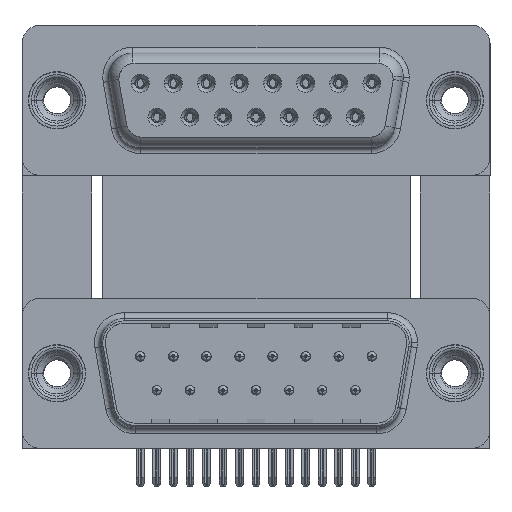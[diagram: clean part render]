
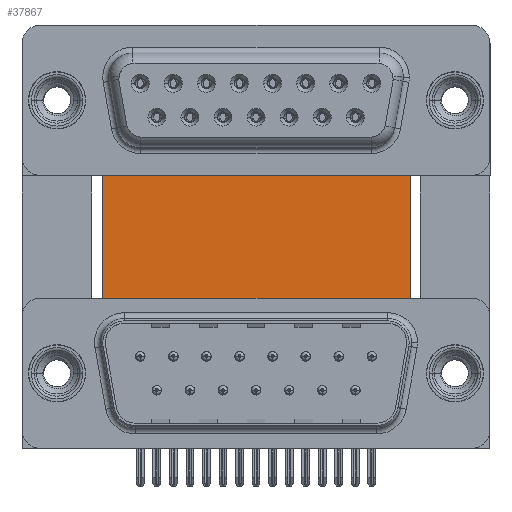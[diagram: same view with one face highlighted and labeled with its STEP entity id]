
A CAD part, top view. The second image highlights one B-rep face of the part: STEP entity #37867.
In plain terms, the highlighted planar face has unit normal (0, 0, 1).
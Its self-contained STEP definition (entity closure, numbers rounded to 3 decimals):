
#1523 = EDGE_CURVE ( 'NONE', #28621, #5519, #37030, .T. ) ;
#3087 = FACE_OUTER_BOUND ( 'NONE', #39867, .T. ) ;
#4458 = CARTESIAN_POINT ( 'NONE',  ( 3.79, 16.585, -12. ) ) ;
#5519 = VERTEX_POINT ( 'NONE', #19421 ) ;
#6475 = LINE ( 'NONE', #20032, #38041 ) ;
#6492 = DIRECTION ( 'NONE',  ( 0., -1., 0. ) ) ;
#6561 = CARTESIAN_POINT ( 'NONE',  ( 3.79, -3.735, -12. ) ) ;
#8618 = ORIENTED_EDGE ( 'NONE', *, *, #12534, .T. ) ;
#9859 = VERTEX_POINT ( 'NONE', #4458 ) ;
#12168 = VERTEX_POINT ( 'NONE', #16950 ) ;
#12534 = EDGE_CURVE ( 'NONE', #9859, #28621, #37969, .T. ) ;
#13548 = CARTESIAN_POINT ( 'NONE',  ( 3.79, 16.585, -12. ) ) ;
#15854 = LINE ( 'NONE', #26498, #35858 ) ;
#16428 = PLANE ( 'NONE',  #24535 ) ;
#16950 = CARTESIAN_POINT ( 'NONE',  ( 29.58, 16.585, -12. ) ) ;
#18972 = ORIENTED_EDGE ( 'NONE', *, *, #39575, .F. ) ;
#19421 = CARTESIAN_POINT ( 'NONE',  ( 29.58, -3.735, -12. ) ) ;
#20032 = CARTESIAN_POINT ( 'NONE',  ( 3.79, 16.585, -12. ) ) ;
#20117 = DIRECTION ( 'NONE',  ( 1., 0., 0. ) ) ;
#23074 = ORIENTED_EDGE ( 'NONE', *, *, #1523, .T. ) ;
#24535 = AXIS2_PLACEMENT_3D ( 'NONE', #13548, #37326, #27094 ) ;
#25614 = EDGE_CURVE ( 'NONE', #12168, #5519, #15854, .T. ) ;
#26076 = VECTOR ( 'NONE', #20117, 1000. ) ;
#26498 = CARTESIAN_POINT ( 'NONE',  ( 29.58, 16.585, -12. ) ) ;
#27094 = DIRECTION ( 'NONE',  ( -1., 0., 0. ) ) ;
#28621 = VERTEX_POINT ( 'NONE', #41365 ) ;
#31306 = CARTESIAN_POINT ( 'NONE',  ( 3.79, 16.585, -12. ) ) ;
#33583 = VECTOR ( 'NONE', #38432, 1000. ) ;
#35858 = VECTOR ( 'NONE', #6492, 1000. ) ;
#37030 = LINE ( 'NONE', #6561, #26076 ) ;
#37326 = DIRECTION ( 'NONE',  ( 0., 0., -1. ) ) ;
#37867 = ADVANCED_FACE ( 'NONE', ( #3087 ), #16428, .F. ) ;
#37969 = LINE ( 'NONE', #31306, #33583 ) ;
#38041 = VECTOR ( 'NONE', #40713, 1000. ) ;
#38432 = DIRECTION ( 'NONE',  ( 0., -1., 0. ) ) ;
#39575 = EDGE_CURVE ( 'NONE', #9859, #12168, #6475, .T. ) ;
#39867 = EDGE_LOOP ( 'NONE', ( #23074, #41917, #18972, #8618 ) ) ;
#40713 = DIRECTION ( 'NONE',  ( 1., 0., 0. ) ) ;
#41365 = CARTESIAN_POINT ( 'NONE',  ( 3.79, -3.735, -12. ) ) ;
#41917 = ORIENTED_EDGE ( 'NONE', *, *, #25614, .F. ) ;
